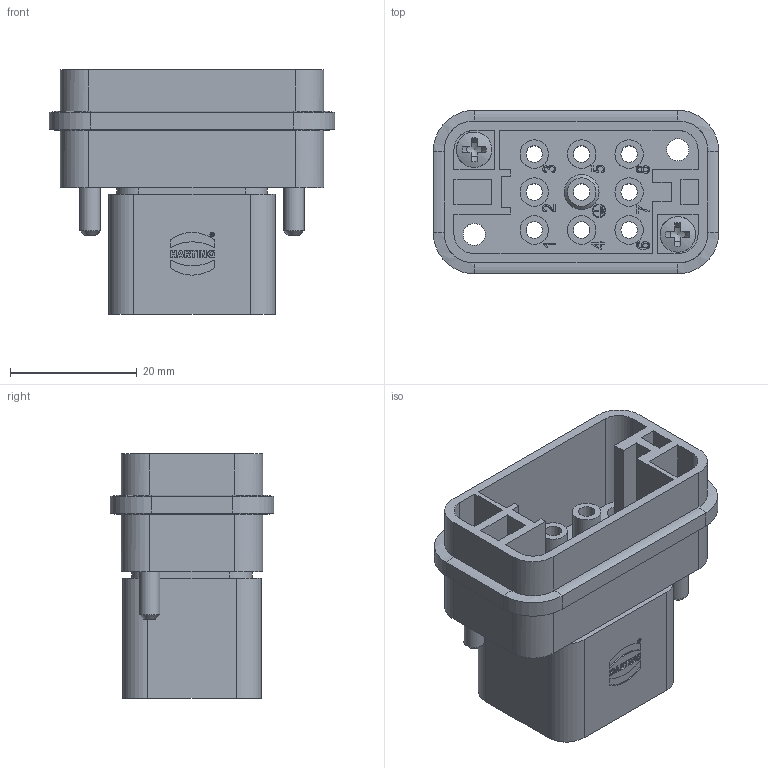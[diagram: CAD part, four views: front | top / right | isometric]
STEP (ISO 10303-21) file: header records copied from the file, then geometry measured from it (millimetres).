
FILE_DESCRIPTION(/* description */ (''),/* implementation_level */ '2;1');
FILE_NAME(/* name */ '100196424ugm000_b.stp',/* time_stamp */ '2019-10-24T12:22:56+02:00',/* author */ (''),/* organization */ (''),/* preprocessor_version */ 'ST-DEVELOPER v16.7',/* originating_system */ 'SIEMENS PLM Software NX 12.0',/* authorisation */ '');
FILE_SCHEMA (('AUTOMOTIVE_DESIGN { 1 0 10303 214 3 1 1 1 }'));
Length unit declared in the file: millimetre
Products named in the file (1): 100196424ugm000_b
Bounding box: 45.1 x 25.9 x 38.7 mm (x, y, z)
Volume: 14193 mm3; surface area: 13854.9 mm2
Topology: 1 solids, 1 shells, 453 faces, 1168 edges, 787 vertices
Faces by surface type: plane 301, cylinder 84, extrusion 28, bspline 27, cone 13
Full cylindrical faces by diameter (mm): 0.49 x1, 0.7 x1, 1.9 x1, 2.1 x1, 2.6 x9, 3.22 x2, 3.5 x2, 4.5 x9, 4.8 x9, 5.6 x2
Entity records: 19709 total; most frequent: CARTESIAN_POINT 6161, ORIENTED_EDGE 2186, DIRECTION 1856, EDGE_CURVE 1093, VERTEX_POINT 757, VECTOR 650, LINE 622, AXIS2_PLACEMENT_3D 603
